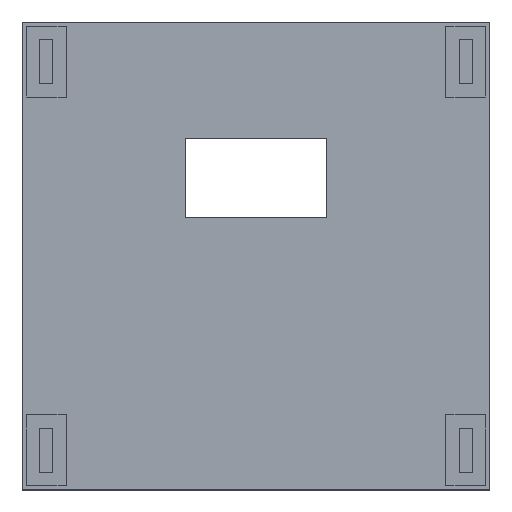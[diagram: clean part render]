
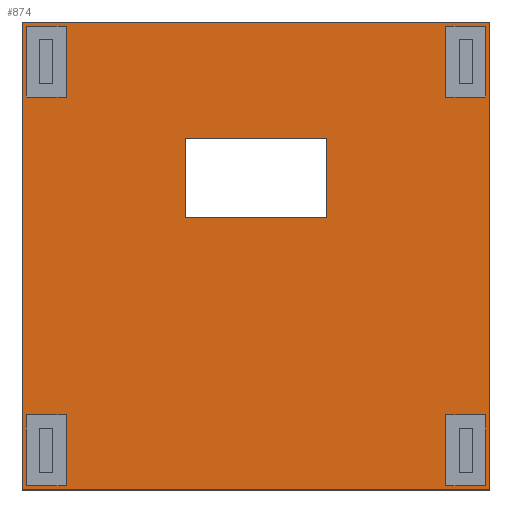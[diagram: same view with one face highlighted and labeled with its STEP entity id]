
A CAD part, top view. The second image highlights one B-rep face of the part: STEP entity #874.
In plain terms, the highlighted planar face has unit normal (0, 0, 1).
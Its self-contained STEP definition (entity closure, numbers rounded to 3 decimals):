
#16=FACE_BOUND('',#86,.T.);
#17=FACE_BOUND('',#87,.T.);
#18=FACE_BOUND('',#88,.T.);
#19=FACE_BOUND('',#89,.T.);
#20=FACE_BOUND('',#90,.T.);
#34=FACE_OUTER_BOUND('',#85,.T.);
#85=EDGE_LOOP('',(#615,#616,#617,#618));
#86=EDGE_LOOP('',(#619,#620,#621,#622));
#87=EDGE_LOOP('',(#623,#624,#625,#626));
#88=EDGE_LOOP('',(#627,#628,#629,#630));
#89=EDGE_LOOP('',(#631,#632,#633,#634));
#90=EDGE_LOOP('',(#635,#636,#637,#638));
#147=LINE('',#1229,#267);
#151=LINE('',#1237,#271);
#154=LINE('',#1243,#274);
#157=LINE('',#1248,#277);
#159=LINE('',#1254,#279);
#160=LINE('',#1256,#280);
#161=LINE('',#1258,#281);
#162=LINE('',#1259,#282);
#163=LINE('',#1262,#283);
#164=LINE('',#1264,#284);
#165=LINE('',#1266,#285);
#166=LINE('',#1267,#286);
#167=LINE('',#1270,#287);
#168=LINE('',#1272,#288);
#169=LINE('',#1274,#289);
#170=LINE('',#1275,#290);
#171=LINE('',#1278,#291);
#172=LINE('',#1280,#292);
#173=LINE('',#1282,#293);
#174=LINE('',#1283,#294);
#175=LINE('',#1286,#295);
#176=LINE('',#1288,#296);
#177=LINE('',#1290,#297);
#178=LINE('',#1291,#298);
#267=VECTOR('',#1003,10.);
#271=VECTOR('',#1009,10.);
#274=VECTOR('',#1014,10.);
#277=VECTOR('',#1019,10.);
#279=VECTOR('',#1025,10.);
#280=VECTOR('',#1026,10.);
#281=VECTOR('',#1027,10.);
#282=VECTOR('',#1028,10.);
#283=VECTOR('',#1029,10.);
#284=VECTOR('',#1030,10.);
#285=VECTOR('',#1031,10.);
#286=VECTOR('',#1032,10.);
#287=VECTOR('',#1033,10.);
#288=VECTOR('',#1034,10.);
#289=VECTOR('',#1035,10.);
#290=VECTOR('',#1036,10.);
#291=VECTOR('',#1037,10.);
#292=VECTOR('',#1038,10.);
#293=VECTOR('',#1039,10.);
#294=VECTOR('',#1040,10.);
#295=VECTOR('',#1041,10.);
#296=VECTOR('',#1042,10.);
#297=VECTOR('',#1043,10.);
#298=VECTOR('',#1044,10.);
#383=VERTEX_POINT('',#1227);
#384=VERTEX_POINT('',#1228);
#387=VERTEX_POINT('',#1236);
#389=VERTEX_POINT('',#1242);
#391=VERTEX_POINT('',#1252);
#392=VERTEX_POINT('',#1253);
#393=VERTEX_POINT('',#1255);
#394=VERTEX_POINT('',#1257);
#395=VERTEX_POINT('',#1260);
#396=VERTEX_POINT('',#1261);
#397=VERTEX_POINT('',#1263);
#398=VERTEX_POINT('',#1265);
#399=VERTEX_POINT('',#1268);
#400=VERTEX_POINT('',#1269);
#401=VERTEX_POINT('',#1271);
#402=VERTEX_POINT('',#1273);
#403=VERTEX_POINT('',#1276);
#404=VERTEX_POINT('',#1277);
#405=VERTEX_POINT('',#1279);
#406=VERTEX_POINT('',#1281);
#407=VERTEX_POINT('',#1284);
#408=VERTEX_POINT('',#1285);
#409=VERTEX_POINT('',#1287);
#410=VERTEX_POINT('',#1289);
#467=EDGE_CURVE('',#383,#384,#147,.T.);
#471=EDGE_CURVE('',#384,#387,#151,.T.);
#474=EDGE_CURVE('',#387,#389,#154,.T.);
#477=EDGE_CURVE('',#389,#383,#157,.T.);
#479=EDGE_CURVE('',#391,#392,#159,.T.);
#480=EDGE_CURVE('',#392,#393,#160,.T.);
#481=EDGE_CURVE('',#393,#394,#161,.T.);
#482=EDGE_CURVE('',#394,#391,#162,.T.);
#483=EDGE_CURVE('',#395,#396,#163,.T.);
#484=EDGE_CURVE('',#396,#397,#164,.T.);
#485=EDGE_CURVE('',#397,#398,#165,.T.);
#486=EDGE_CURVE('',#398,#395,#166,.T.);
#487=EDGE_CURVE('',#399,#400,#167,.T.);
#488=EDGE_CURVE('',#400,#401,#168,.T.);
#489=EDGE_CURVE('',#401,#402,#169,.T.);
#490=EDGE_CURVE('',#402,#399,#170,.T.);
#491=EDGE_CURVE('',#403,#404,#171,.T.);
#492=EDGE_CURVE('',#404,#405,#172,.T.);
#493=EDGE_CURVE('',#405,#406,#173,.T.);
#494=EDGE_CURVE('',#406,#403,#174,.T.);
#495=EDGE_CURVE('',#407,#408,#175,.T.);
#496=EDGE_CURVE('',#408,#409,#176,.T.);
#497=EDGE_CURVE('',#409,#410,#177,.T.);
#498=EDGE_CURVE('',#410,#407,#178,.T.);
#615=ORIENTED_EDGE('',*,*,#479,.T.);
#616=ORIENTED_EDGE('',*,*,#480,.T.);
#617=ORIENTED_EDGE('',*,*,#481,.T.);
#618=ORIENTED_EDGE('',*,*,#482,.T.);
#619=ORIENTED_EDGE('',*,*,#483,.T.);
#620=ORIENTED_EDGE('',*,*,#484,.T.);
#621=ORIENTED_EDGE('',*,*,#485,.T.);
#622=ORIENTED_EDGE('',*,*,#486,.T.);
#623=ORIENTED_EDGE('',*,*,#487,.T.);
#624=ORIENTED_EDGE('',*,*,#488,.T.);
#625=ORIENTED_EDGE('',*,*,#489,.T.);
#626=ORIENTED_EDGE('',*,*,#490,.T.);
#627=ORIENTED_EDGE('',*,*,#491,.T.);
#628=ORIENTED_EDGE('',*,*,#492,.T.);
#629=ORIENTED_EDGE('',*,*,#493,.T.);
#630=ORIENTED_EDGE('',*,*,#494,.T.);
#631=ORIENTED_EDGE('',*,*,#495,.T.);
#632=ORIENTED_EDGE('',*,*,#496,.T.);
#633=ORIENTED_EDGE('',*,*,#497,.T.);
#634=ORIENTED_EDGE('',*,*,#498,.T.);
#635=ORIENTED_EDGE('',*,*,#467,.T.);
#636=ORIENTED_EDGE('',*,*,#471,.T.);
#637=ORIENTED_EDGE('',*,*,#474,.T.);
#638=ORIENTED_EDGE('',*,*,#477,.T.);
#824=PLANE('',#938);
#874=ADVANCED_FACE('',(#34,#16,#17,#18,#19,#20),#824,.T.);
#938=AXIS2_PLACEMENT_3D('',#1251,#1023,#1024);
#1003=DIRECTION('',(1.,0.,0.));
#1009=DIRECTION('',(0.,-1.,0.));
#1014=DIRECTION('',(-1.,0.,0.));
#1019=DIRECTION('',(0.,1.,0.));
#1023=DIRECTION('center_axis',(0.,0.,1.));
#1024=DIRECTION('ref_axis',(1.,0.,0.));
#1025=DIRECTION('',(0.,-1.,0.));
#1026=DIRECTION('',(1.,0.,0.));
#1027=DIRECTION('',(0.,1.,0.));
#1028=DIRECTION('',(-1.,0.,0.));
#1029=DIRECTION('',(1.,0.,0.));
#1030=DIRECTION('',(0.,-1.,0.));
#1031=DIRECTION('',(-1.,0.,0.));
#1032=DIRECTION('',(0.,1.,0.));
#1033=DIRECTION('',(-1.,0.,0.));
#1034=DIRECTION('',(0.,1.,0.));
#1035=DIRECTION('',(1.,0.,0.));
#1036=DIRECTION('',(0.,-1.,0.));
#1037=DIRECTION('',(1.,0.,0.));
#1038=DIRECTION('',(0.,-1.,0.));
#1039=DIRECTION('',(-1.,0.,0.));
#1040=DIRECTION('',(0.,1.,0.));
#1041=DIRECTION('',(-1.,0.,0.));
#1042=DIRECTION('',(0.,1.,0.));
#1043=DIRECTION('',(1.,0.,0.));
#1044=DIRECTION('',(0.,-1.,0.));
#1227=CARTESIAN_POINT('',(0.5,8.5,1.5));
#1228=CARTESIAN_POINT('',(5.,8.5,1.5));
#1229=CARTESIAN_POINT('',(15.75,8.5,1.5));
#1236=CARTESIAN_POINT('',(5.,0.5,1.5));
#1237=CARTESIAN_POINT('',(5.,13.5,1.5));
#1242=CARTESIAN_POINT('',(0.5,0.5,1.5));
#1243=CARTESIAN_POINT('',(13.5,0.5,1.5));
#1248=CARTESIAN_POINT('',(0.5,17.5,1.5));
#1251=CARTESIAN_POINT('Origin',(26.5,26.5,1.5));
#1252=CARTESIAN_POINT('',(0.,53.,1.5));
#1253=CARTESIAN_POINT('',(0.,0.,1.5));
#1254=CARTESIAN_POINT('',(0.,53.,1.5));
#1255=CARTESIAN_POINT('',(53.,0.,1.5));
#1256=CARTESIAN_POINT('',(0.,0.,1.5));
#1257=CARTESIAN_POINT('',(53.,53.,1.5));
#1258=CARTESIAN_POINT('',(53.,0.,1.5));
#1259=CARTESIAN_POINT('',(53.,53.,1.5));
#1260=CARTESIAN_POINT('',(0.5,52.5,1.5));
#1261=CARTESIAN_POINT('',(5.,52.5,1.5));
#1262=CARTESIAN_POINT('',(15.75,52.5,1.5));
#1263=CARTESIAN_POINT('',(5.,44.5,1.5));
#1264=CARTESIAN_POINT('',(5.,35.5,1.5));
#1265=CARTESIAN_POINT('',(0.5,44.5,1.5));
#1266=CARTESIAN_POINT('',(13.5,44.5,1.5));
#1267=CARTESIAN_POINT('',(0.5,39.5,1.5));
#1268=CARTESIAN_POINT('',(52.5,0.5,1.5));
#1269=CARTESIAN_POINT('',(48.,0.5,1.5));
#1270=CARTESIAN_POINT('',(37.25,0.5,1.5));
#1271=CARTESIAN_POINT('',(48.,8.5,1.5));
#1272=CARTESIAN_POINT('',(48.,17.5,1.5));
#1273=CARTESIAN_POINT('',(52.5,8.5,1.5));
#1274=CARTESIAN_POINT('',(39.5,8.5,1.5));
#1275=CARTESIAN_POINT('',(52.5,13.5,1.5));
#1276=CARTESIAN_POINT('',(18.5,39.833,1.5));
#1277=CARTESIAN_POINT('',(34.5,39.833,1.5));
#1278=CARTESIAN_POINT('',(22.5,39.833,1.5));
#1279=CARTESIAN_POINT('',(34.5,30.833,1.5));
#1280=CARTESIAN_POINT('',(34.5,33.167,1.5));
#1281=CARTESIAN_POINT('',(18.5,30.833,1.5));
#1282=CARTESIAN_POINT('',(30.5,30.833,1.5));
#1283=CARTESIAN_POINT('',(18.5,28.667,1.5));
#1284=CARTESIAN_POINT('',(52.5,44.5,1.5));
#1285=CARTESIAN_POINT('',(48.,44.5,1.5));
#1286=CARTESIAN_POINT('',(37.25,44.5,1.5));
#1287=CARTESIAN_POINT('',(48.,52.5,1.5));
#1288=CARTESIAN_POINT('',(48.,39.5,1.5));
#1289=CARTESIAN_POINT('',(52.5,52.5,1.5));
#1290=CARTESIAN_POINT('',(39.5,52.5,1.5));
#1291=CARTESIAN_POINT('',(52.5,35.5,1.5));
